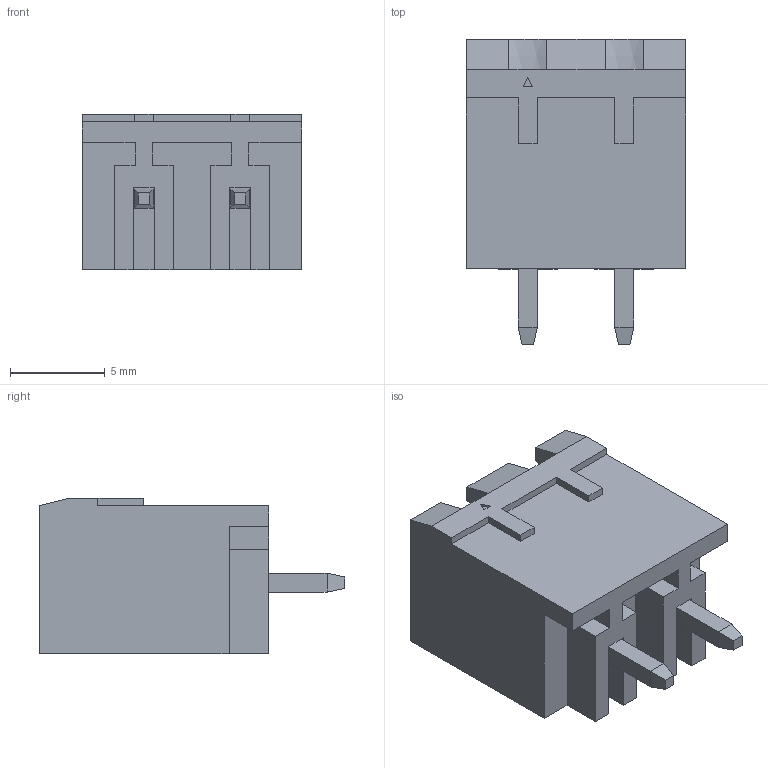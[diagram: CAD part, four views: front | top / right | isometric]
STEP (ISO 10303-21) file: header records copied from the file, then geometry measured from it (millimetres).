
FILE_DESCRIPTION (( 'STEP AP214' ), '1' );
FILE_NAME ('2EDGVC-5.08-02P-14-00AH.STEP', '2021-02-13T22:13:33', ( '' ), ( '' ), 'SwSTEP 2.0', 'SolidWorks 2020', '' );
FILE_SCHEMA (( 'AUTOMOTIVE_DESIGN' ));
Length unit declared in the file: millimetre
Products named in the file (1): 2EDGVC-5.08-02P-14-00AH
Bounding box: 11.56 x 16.1 x 8.2 mm (x, y, z)
Volume: 519.8 mm3; surface area: 1136.9 mm2
Topology: 1 solids, 1 shells, 412 faces, 1103 edges, 726 vertices
Faces by surface type: plane 255, bspline 145, cone 6, cylinder 6
Entity records: 23592 total; most frequent: CARTESIAN_POINT 10895, ORIENTED_EDGE 2206, DIRECTION 1375, EDGE_CURVE 1103, VECTOR 779, LINE 779, VERTEX_POINT 726, EDGE_LOOP 445
